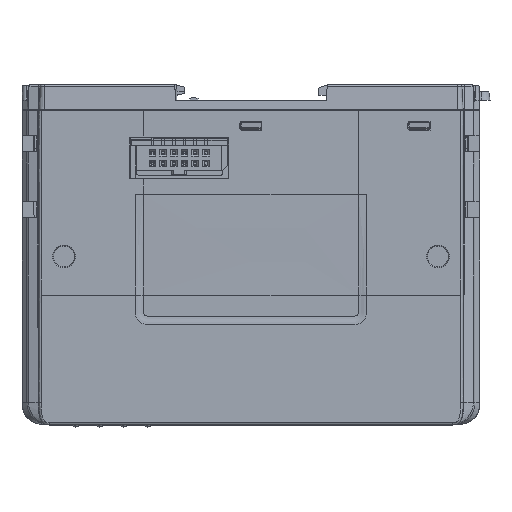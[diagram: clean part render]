
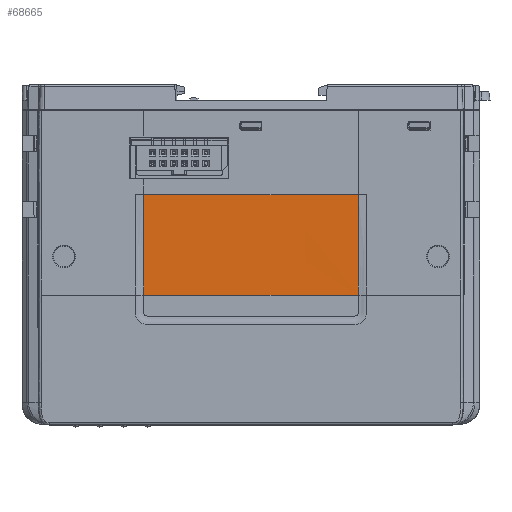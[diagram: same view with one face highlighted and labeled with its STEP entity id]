
A CAD part, top view. The second image highlights one B-rep face of the part: STEP entity #68665.
In plain terms, the highlighted free-form (B-spline) face has degree [3, 3] with [7, 4] control points.
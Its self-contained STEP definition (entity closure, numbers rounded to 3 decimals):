
#4677 = B_SPLINE_SURFACE_WITH_KNOTS ( 'NONE', 3, 3, ( 
 ( #98939, #98899, #98948, #98951 ),
 ( #98953, #98956, #98959, #98962 ),
 ( #98964, #98967, #98970, #98973 ),
 ( #98976, #98979, #98981, #98984 ),
 ( #98987, #98990, #98993, #98996 ),
 ( #98998, #99001, #99004, #99007 ),
 ( #99010, #99013, #99015, #99018 ) ),
 .UNSPECIFIED., .F., .F., .F.,
 ( 4, 1, 1, 1, 4 ),
 ( 4, 4 ),
 ( 0., 0.25, 0.5, 0.75, 1. ),
 ( 0., 1. ),
 .UNSPECIFIED. ) ;
#16174 = CARTESIAN_POINT ( 'NONE',  ( 25.537, -20., 13.5 ) ) ;
#16552 = CARTESIAN_POINT ( 'NONE',  ( 25.537, -43.918, 13.2 ) ) ;
#16675 = CARTESIAN_POINT ( 'NONE',  ( -25.537, -43.918, 13.2 ) ) ;
#16938 = CARTESIAN_POINT ( 'NONE',  ( -25.537, -20., 13.5 ) ) ;
#36350 = VERTEX_POINT ( 'NONE', #16174 ) ;
#36728 = VERTEX_POINT ( 'NONE', #16552 ) ;
#36853 = VERTEX_POINT ( 'NONE', #16675 ) ;
#37259 = VERTEX_POINT ( 'NONE', #16938 ) ;
#37449 = B_SPLINE_CURVE_WITH_KNOTS ( 'NONE', 3,
 ( #43396, #43394, #43406, #43408, #43410 ),
 .UNSPECIFIED., .F., .F.,
 ( 4, 1, 4 ),
 ( 0., 0.5, 1. ),
 .UNSPECIFIED. ) ;
#37540 = B_SPLINE_CURVE_WITH_KNOTS ( 'NONE', 3,
 ( #44043, #44044, #44048, #44049 ),
 .UNSPECIFIED., .F., .F.,
 ( 4, 4 ),
 ( 0., 1. ),
 .UNSPECIFIED. ) ;
#43394 = CARTESIAN_POINT ( 'NONE',  ( -25.537, -39.932, 13.2 ) ) ;
#43396 = CARTESIAN_POINT ( 'NONE',  ( -25.537, -43.918, 13.2 ) ) ;
#43406 = CARTESIAN_POINT ( 'NONE',  ( -25.537, -31.959, 13.35 ) ) ;
#43408 = CARTESIAN_POINT ( 'NONE',  ( -25.537, -23.987, 13.5 ) ) ;
#43410 = CARTESIAN_POINT ( 'NONE',  ( -25.537, -20., 13.5 ) ) ;
#43432 = LINE ( 'NONE', #43439, #57166 ) ;
#43439 = CARTESIAN_POINT ( 'NONE',  ( -48., -20., 13.5 ) ) ;
#43443 = DIRECTION ( 'NONE',  ( 1., 0., 0. ) ) ;
#43997 = LINE ( 'NONE', #43999, #57230 ) ;
#43999 = CARTESIAN_POINT ( 'NONE',  ( 0., -43.918, 13.2 ) ) ;
#44000 = DIRECTION ( 'NONE',  ( 1., 0., 0. ) ) ;
#44043 = CARTESIAN_POINT ( 'NONE',  ( 25.537, -43.918, 13.2 ) ) ;
#44044 = CARTESIAN_POINT ( 'NONE',  ( 25.537, -35.945, 13.2 ) ) ;
#44048 = CARTESIAN_POINT ( 'NONE',  ( 25.537, -27.973, 13.5 ) ) ;
#44049 = CARTESIAN_POINT ( 'NONE',  ( 25.537, -20., 13.5 ) ) ;
#57166 = VECTOR ( 'NONE', #43443, 1000. ) ;
#57230 = VECTOR ( 'NONE', #44000, 1000. ) ;
#61568 = EDGE_LOOP ( 'NONE', ( #76191, #76303, #76403, #76294 ) ) ;
#68512 = EDGE_CURVE ( 'NONE', #36853, #37259, #37449, .T. ) ;
#68516 = EDGE_CURVE ( 'NONE', #37259, #36350, #43432, .T. ) ;
#68604 = EDGE_CURVE ( 'NONE', #36853, #36728, #43997, .T. ) ;
#68614 = EDGE_CURVE ( 'NONE', #36728, #36350, #37540, .T. ) ;
#68665 = ADVANCED_FACE ( 'NONE', ( #98936 ), #4677, .T. ) ;
#76191 = ORIENTED_EDGE ( 'NONE', *, *, #68604, .T. ) ;
#76294 = ORIENTED_EDGE ( 'NONE', *, *, #68512, .F. ) ;
#76303 = ORIENTED_EDGE ( 'NONE', *, *, #68614, .T. ) ;
#76403 = ORIENTED_EDGE ( 'NONE', *, *, #68516, .F. ) ;
#98899 = CARTESIAN_POINT ( 'NONE',  ( -25.537, -35.945, 13.2 ) ) ;
#98936 = FACE_OUTER_BOUND ( 'NONE', #61568, .T. ) ;
#98939 = CARTESIAN_POINT ( 'NONE',  ( -25.537, -43.918, 13.2 ) ) ;
#98948 = CARTESIAN_POINT ( 'NONE',  ( -25.537, -27.973, 13.5 ) ) ;
#98951 = CARTESIAN_POINT ( 'NONE',  ( -25.537, -20., 13.5 ) ) ;
#98953 = CARTESIAN_POINT ( 'NONE',  ( -21.28, -43.918, 13.2 ) ) ;
#98956 = CARTESIAN_POINT ( 'NONE',  ( -21.28, -35.945, 13.2 ) ) ;
#98959 = CARTESIAN_POINT ( 'NONE',  ( -21.28, -27.973, 13.5 ) ) ;
#98962 = CARTESIAN_POINT ( 'NONE',  ( -21.28, -20., 13.5 ) ) ;
#98964 = CARTESIAN_POINT ( 'NONE',  ( -12.768, -43.918, 13.2 ) ) ;
#98967 = CARTESIAN_POINT ( 'NONE',  ( -12.768, -35.945, 13.2 ) ) ;
#98970 = CARTESIAN_POINT ( 'NONE',  ( -12.768, -27.973, 13.5 ) ) ;
#98973 = CARTESIAN_POINT ( 'NONE',  ( -12.768, -20., 13.5 ) ) ;
#98976 = CARTESIAN_POINT ( 'NONE',  ( 0., -43.918, 13.2 ) ) ;
#98979 = CARTESIAN_POINT ( 'NONE',  ( 0., -35.945, 13.2 ) ) ;
#98981 = CARTESIAN_POINT ( 'NONE',  ( 0., -27.973, 13.5 ) ) ;
#98984 = CARTESIAN_POINT ( 'NONE',  ( 0., -20., 13.5 ) ) ;
#98987 = CARTESIAN_POINT ( 'NONE',  ( 12.768, -43.918, 13.2 ) ) ;
#98990 = CARTESIAN_POINT ( 'NONE',  ( 12.768, -35.945, 13.2 ) ) ;
#98993 = CARTESIAN_POINT ( 'NONE',  ( 12.768, -27.973, 13.5 ) ) ;
#98996 = CARTESIAN_POINT ( 'NONE',  ( 12.768, -20., 13.5 ) ) ;
#98998 = CARTESIAN_POINT ( 'NONE',  ( 21.28, -43.918, 13.2 ) ) ;
#99001 = CARTESIAN_POINT ( 'NONE',  ( 21.28, -35.945, 13.2 ) ) ;
#99004 = CARTESIAN_POINT ( 'NONE',  ( 21.28, -27.973, 13.5 ) ) ;
#99007 = CARTESIAN_POINT ( 'NONE',  ( 21.28, -20., 13.5 ) ) ;
#99010 = CARTESIAN_POINT ( 'NONE',  ( 25.537, -43.918, 13.2 ) ) ;
#99013 = CARTESIAN_POINT ( 'NONE',  ( 25.537, -35.945, 13.2 ) ) ;
#99015 = CARTESIAN_POINT ( 'NONE',  ( 25.537, -27.973, 13.5 ) ) ;
#99018 = CARTESIAN_POINT ( 'NONE',  ( 25.537, -20., 13.5 ) ) ;
